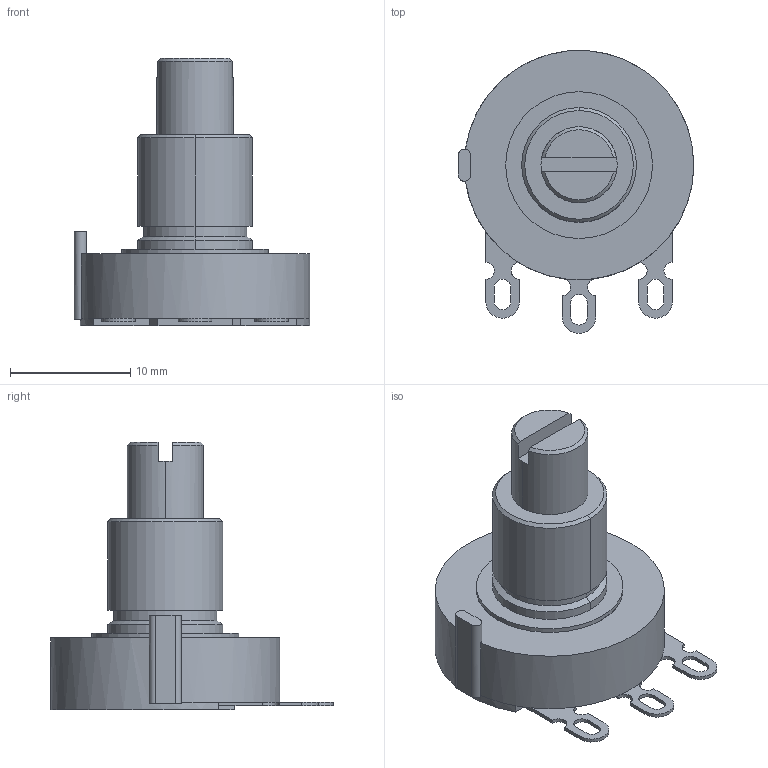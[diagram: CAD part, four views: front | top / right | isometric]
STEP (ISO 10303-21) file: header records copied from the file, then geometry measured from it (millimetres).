
FILE_DESCRIPTION((''),'2;1');
FILE_NAME('3852A-202','2017-03-07T',('RICKB'),('Bourns, Inc.'),'CREO PARAMETRIC BY PTC INC, 2016130','CREO PARAMETRIC BY PTC INC, 2016130','');
FILE_SCHEMA(('CONFIG_CONTROL_DESIGN'));
Length unit declared in the file: inch
Products named in the file (1): 3852A-202
Bounding box: 19.56 x 23.5 x 22.23 mm (x, y, z)
Volume: 2591.5 mm3; surface area: 1475.2 mm2
Topology: 1 solids, 1 shells, 84 faces, 221 edges, 143 vertices
Faces by surface type: plane 49, cylinder 29, cone 6
Entity records: 2658 total; most frequent: DIRECTION 470, CARTESIAN_POINT 456, ORIENTED_EDGE 442, EDGE_CURVE 221, AXIS2_PLACEMENT_3D 169, VERTEX_POINT 143, VECTOR 132, LINE 132
